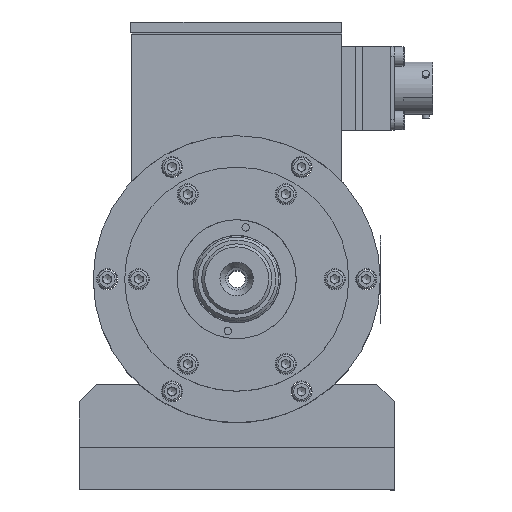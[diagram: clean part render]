
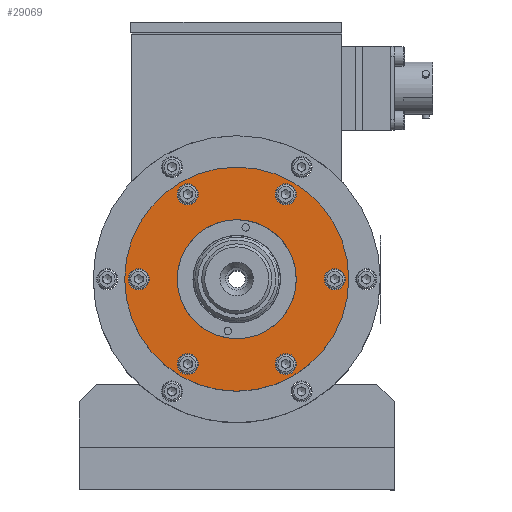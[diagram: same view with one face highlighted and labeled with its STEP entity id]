
A CAD part, top view. The second image highlights one B-rep face of the part: STEP entity #29069.
In plain terms, the highlighted planar face has unit normal (0, 0, 1).
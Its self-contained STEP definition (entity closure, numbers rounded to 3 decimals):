
#2353 = EDGE_CURVE ( 'NONE', #35490, #35490, #13092, .T. ) ;
#2462 = EDGE_CURVE ( 'NONE', #35479, #35479, #12906, .T. ) ;
#2473 = EDGE_CURVE ( 'NONE', #35742, #35742, #12896, .T. ) ;
#3320 = EDGE_CURVE ( 'NONE', #35329, #35329, #6100, .T. ) ;
#3326 = EDGE_CURVE ( 'NONE', #35317, #35317, #6082, .T. ) ;
#3333 = EDGE_CURVE ( 'NONE', #35305, #35305, #6070, .T. ) ;
#3829 = EDGE_CURVE ( 'NONE', #35204, #35204, #5164, .T. ) ;
#3833 = EDGE_CURVE ( 'NONE', #35201, #35201, #5159, .T. ) ;
#4605 = CARTESIAN_POINT ( 'NONE',  ( -28., 0., 28.8 ) ) ;
#4606 = DIRECTION ( 'NONE',  ( 0., 0., 1. ) ) ;
#4607 = DIRECTION ( 'NONE',  ( 0.866, 0.5, 0. ) ) ;
#4639 = CARTESIAN_POINT ( 'NONE',  ( -14., -24.249, 28.8 ) ) ;
#4640 = DIRECTION ( 'NONE',  ( 0., 0., 1. ) ) ;
#4641 = DIRECTION ( 'NONE',  ( 0.866, 0.5, 0. ) ) ;
#5159 = CIRCLE ( 'NONE', #40156, 3. ) ;
#5164 = CIRCLE ( 'NONE', #40159, 17. ) ;
#6070 = CIRCLE ( 'NONE', #39173, 3. ) ;
#6082 = CIRCLE ( 'NONE', #39186, 3. ) ;
#6100 = CIRCLE ( 'NONE', #39199, 32. ) ;
#7831 = CARTESIAN_POINT ( 'NONE',  ( 16.598, -22.749, 28.8 ) ) ;
#7840 = CARTESIAN_POINT ( 'NONE',  ( -25.402, 1.5, 28.8 ) ) ;
#7843 = CARTESIAN_POINT ( 'NONE',  ( -11.402, -22.749, 28.8 ) ) ;
#7958 = CARTESIAN_POINT ( 'NONE',  ( 27.713, 16., 28.8 ) ) ;
#7963 = CARTESIAN_POINT ( 'NONE',  ( 30.598, 1.5, 28.8 ) ) ;
#7967 = CARTESIAN_POINT ( 'NONE',  ( 16.598, 25.749, 28.8 ) ) ;
#8008 = CARTESIAN_POINT ( 'NONE',  ( 14.722, 8.5, 28.8 ) ) ;
#8011 = CARTESIAN_POINT ( 'NONE',  ( -11.402, 25.749, 28.8 ) ) ;
#12896 = CIRCLE ( 'NONE', #39468, 3. ) ;
#12906 = CIRCLE ( 'NONE', #39475, 3. ) ;
#13092 = CIRCLE ( 'NONE', #39493, 3. ) ;
#18534 = ORIENTED_EDGE ( 'NONE', *, *, #3333, .F. ) ;
#18536 = ORIENTED_EDGE ( 'NONE', *, *, #3833, .F. ) ;
#18538 = ORIENTED_EDGE ( 'NONE', *, *, #3829, .F. ) ;
#18539 = ORIENTED_EDGE ( 'NONE', *, *, #3320, .T. ) ;
#18544 = ORIENTED_EDGE ( 'NONE', *, *, #3326, .F. ) ;
#18546 = ORIENTED_EDGE ( 'NONE', *, *, #2353, .F. ) ;
#18590 = ORIENTED_EDGE ( 'NONE', *, *, #2462, .F. ) ;
#18592 = ORIENTED_EDGE ( 'NONE', *, *, #2473, .F. ) ;
#19335 = DIRECTION ( 'NONE',  ( 0., 0., -1. ) ) ;
#19346 = CARTESIAN_POINT ( 'NONE',  ( -8.5, 14.722, 28.8 ) ) ;
#19349 = PLANE ( 'NONE',  #39119 ) ;
#19353 = DIRECTION ( 'NONE',  ( -0.866, -0.5, 0. ) ) ;
#29069 = ADVANCED_FACE ( 'NONE', ( #53885, #53894, #53896, #53895, #53890, #53893, #53898, #53899 ), #19349, .F. ) ;
#35201 = VERTEX_POINT ( 'NONE', #8011 ) ;
#35204 = VERTEX_POINT ( 'NONE', #8008 ) ;
#35305 = VERTEX_POINT ( 'NONE', #7967 ) ;
#35317 = VERTEX_POINT ( 'NONE', #7963 ) ;
#35329 = VERTEX_POINT ( 'NONE', #7958 ) ;
#35479 = VERTEX_POINT ( 'NONE', #7840 ) ;
#35490 = VERTEX_POINT ( 'NONE', #7831 ) ;
#35742 = VERTEX_POINT ( 'NONE', #7843 ) ;
#39119 = AXIS2_PLACEMENT_3D ( 'NONE', #19346, #19335, #19353 ) ;
#39173 = AXIS2_PLACEMENT_3D ( 'NONE', #45326, #45327, #45328 ) ;
#39186 = AXIS2_PLACEMENT_3D ( 'NONE', #45297, #45298, #45299 ) ;
#39199 = AXIS2_PLACEMENT_3D ( 'NONE', #45277, #45278, #45279 ) ;
#39468 = AXIS2_PLACEMENT_3D ( 'NONE', #4639, #4640, #4641 ) ;
#39475 = AXIS2_PLACEMENT_3D ( 'NONE', #4605, #4606, #4607 ) ;
#39493 = AXIS2_PLACEMENT_3D ( 'NONE', #50847, #50848, #50849 ) ;
#40156 = AXIS2_PLACEMENT_3D ( 'NONE', #46971, #46972, #46973 ) ;
#40159 = AXIS2_PLACEMENT_3D ( 'NONE', #46960, #46961, #46962 ) ;
#40657 = EDGE_LOOP ( 'NONE', ( #18536 ) ) ;
#40663 = EDGE_LOOP ( 'NONE', ( #18544 ) ) ;
#40673 = EDGE_LOOP ( 'NONE', ( #18534 ) ) ;
#40738 = EDGE_LOOP ( 'NONE', ( #18590 ) ) ;
#40741 = EDGE_LOOP ( 'NONE', ( #18539 ) ) ;
#40749 = EDGE_LOOP ( 'NONE', ( #18546 ) ) ;
#40822 = EDGE_LOOP ( 'NONE', ( #18538 ) ) ;
#40880 = EDGE_LOOP ( 'NONE', ( #18592 ) ) ;
#45277 = CARTESIAN_POINT ( 'NONE',  ( 0., 0., 28.8 ) ) ;
#45278 = DIRECTION ( 'NONE',  ( 0., 0., 1. ) ) ;
#45279 = DIRECTION ( 'NONE',  ( 0.866, 0.5, 0. ) ) ;
#45297 = CARTESIAN_POINT ( 'NONE',  ( 28., 0., 28.8 ) ) ;
#45298 = DIRECTION ( 'NONE',  ( 0., 0., 1. ) ) ;
#45299 = DIRECTION ( 'NONE',  ( 0.866, 0.5, 0. ) ) ;
#45326 = CARTESIAN_POINT ( 'NONE',  ( 14., 24.249, 28.8 ) ) ;
#45327 = DIRECTION ( 'NONE',  ( 0., 0., 1. ) ) ;
#45328 = DIRECTION ( 'NONE',  ( 0.866, 0.5, 0. ) ) ;
#46960 = CARTESIAN_POINT ( 'NONE',  ( 0., 0., 28.8 ) ) ;
#46961 = DIRECTION ( 'NONE',  ( 0., 0., 1. ) ) ;
#46962 = DIRECTION ( 'NONE',  ( 0.866, 0.5, 0. ) ) ;
#46971 = CARTESIAN_POINT ( 'NONE',  ( -14., 24.249, 28.8 ) ) ;
#46972 = DIRECTION ( 'NONE',  ( 0., 0., 1. ) ) ;
#46973 = DIRECTION ( 'NONE',  ( 0.866, 0.5, 0. ) ) ;
#50847 = CARTESIAN_POINT ( 'NONE',  ( 14., -24.249, 28.8 ) ) ;
#50848 = DIRECTION ( 'NONE',  ( 0., 0., 1. ) ) ;
#50849 = DIRECTION ( 'NONE',  ( 0.866, 0.5, 0. ) ) ;
#53885 = FACE_OUTER_BOUND ( 'NONE', #40741, .T. ) ;
#53890 = FACE_BOUND ( 'NONE', #40663, .T. ) ;
#53893 = FACE_BOUND ( 'NONE', #40749, .T. ) ;
#53894 = FACE_BOUND ( 'NONE', #40822, .T. ) ;
#53895 = FACE_BOUND ( 'NONE', #40673, .T. ) ;
#53896 = FACE_BOUND ( 'NONE', #40657, .T. ) ;
#53898 = FACE_BOUND ( 'NONE', #40880, .T. ) ;
#53899 = FACE_BOUND ( 'NONE', #40738, .T. ) ;
